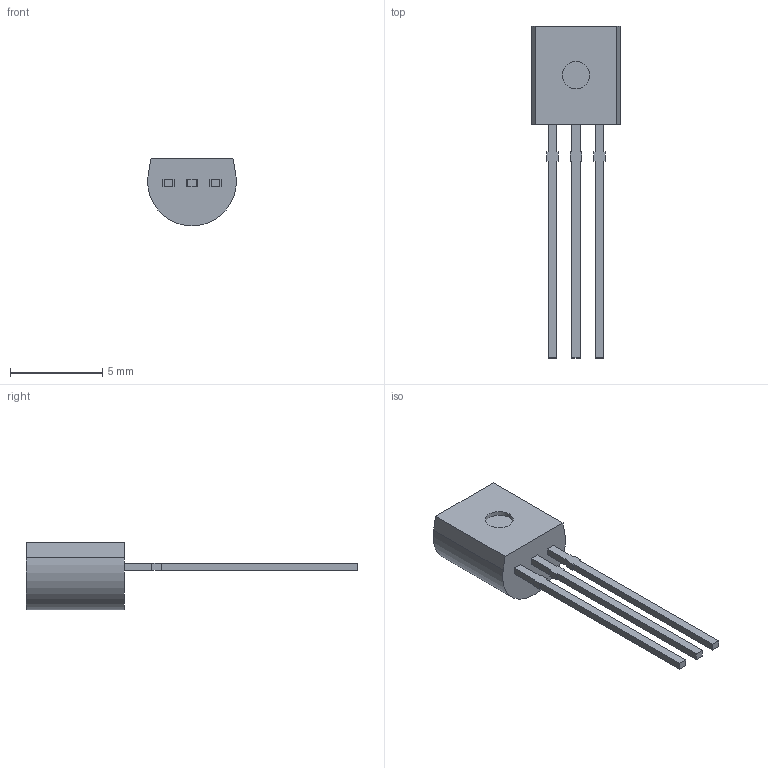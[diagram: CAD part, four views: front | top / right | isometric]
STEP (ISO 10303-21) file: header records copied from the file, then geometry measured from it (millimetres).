
FILE_DESCRIPTION (( 'STEP AP214' ), '1' );
FILE_NAME ('LM78L05ACZ_NOPB.STEP', '2024-09-24T13:55:37', ( 'LENOVO' ), ( '' ), 'SwSTEP 2.0', 'SolidWorks 2021', '' );
FILE_SCHEMA (( 'AUTOMOTIVE_DESIGN' ));
Length unit declared in the file: millimetre
Products named in the file (2): LM78L05ACZ_NOPB_LM78L05ACZ_NOPB; LM78L05ACZ_NOPB
Assembly tree (1 placements, depth 2):
  LM78L05ACZ_NOPB
    LM78L05ACZ_NOPB_LM78L05ACZ_NOPB
Bounding box: 4.83 x 18.04 x 3.68 mm (x, y, z)
Volume: 87 mm3; surface area: 176.3 mm2
Topology: 4 solids, 4 shells, 52 faces, 129 edges, 86 vertices
Faces by surface type: plane 48, cylinder 4
Entity records: 1614 total; most frequent: CARTESIAN_POINT 271, ORIENTED_EDGE 258, DIRECTION 249, EDGE_CURVE 129, LINE 121, VECTOR 121, VERTEX_POINT 86, AXIS2_PLACEMENT_3D 64
